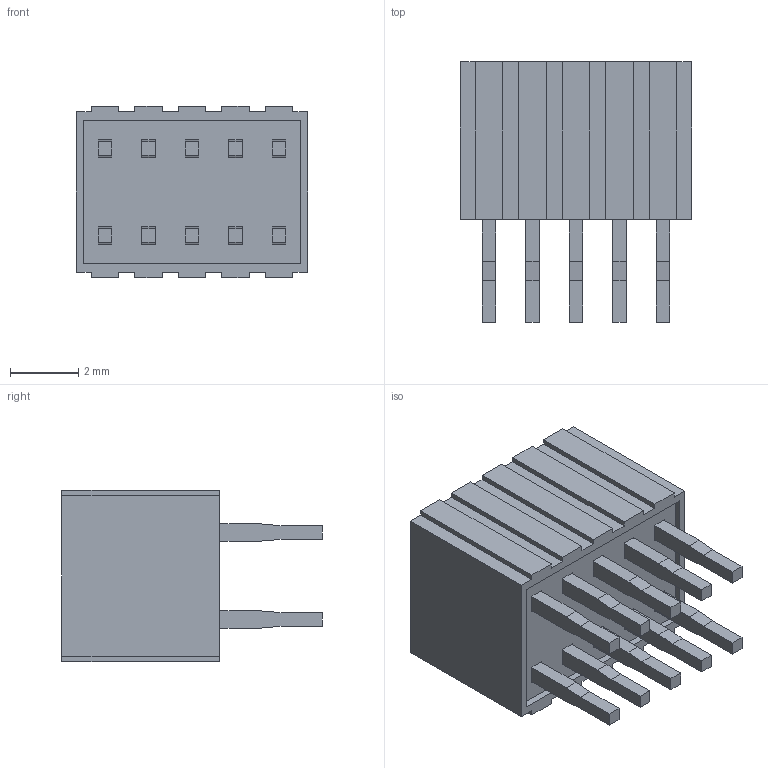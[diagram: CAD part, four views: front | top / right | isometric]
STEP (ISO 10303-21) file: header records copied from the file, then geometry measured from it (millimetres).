
FILE_DESCRIPTION((''),'2;1');
FILE_NAME('M52-5100545_ASM','2014-06-11T',('sbennett'),(''),'PRO/ENGINEER BY PARAMETRIC TECHNOLOGY CORPORATION, 2014090','PRO/ENGINEER BY PARAMETRIC TECHNOLOGY CORPORATION, 2014090','');
FILE_SCHEMA(('CONFIG_CONTROL_DESIGN'));
Length unit declared in the file: millimetre
Products named in the file (3): M52-51005_MOULD; M52-500_CONTACT; M52-5100545_ASM
Assembly tree (11 placements, depth 2):
  M52-5100545_ASM
    M52-51005_MOULD
    M52-500_CONTACT  x10
Bounding box: 6.75 x 7.6 x 5 mm (x, y, z)
Volume: 137.8 mm3; surface area: 609 mm2
Topology: 11 solids, 11 shells, 471 faces, 1344 edges, 896 vertices
Faces by surface type: plane 401, cylinder 70
Entity records: 7014 total; most frequent: CARTESIAN_POINT 979, ORIENTED_EDGE 960, DIRECTION 852, PRESENTATION_STYLE_ASSIGNMENT 482, STYLED_ITEM 482, CURVE_STYLE 480, EDGE_CURVE 480, VECTOR 466
